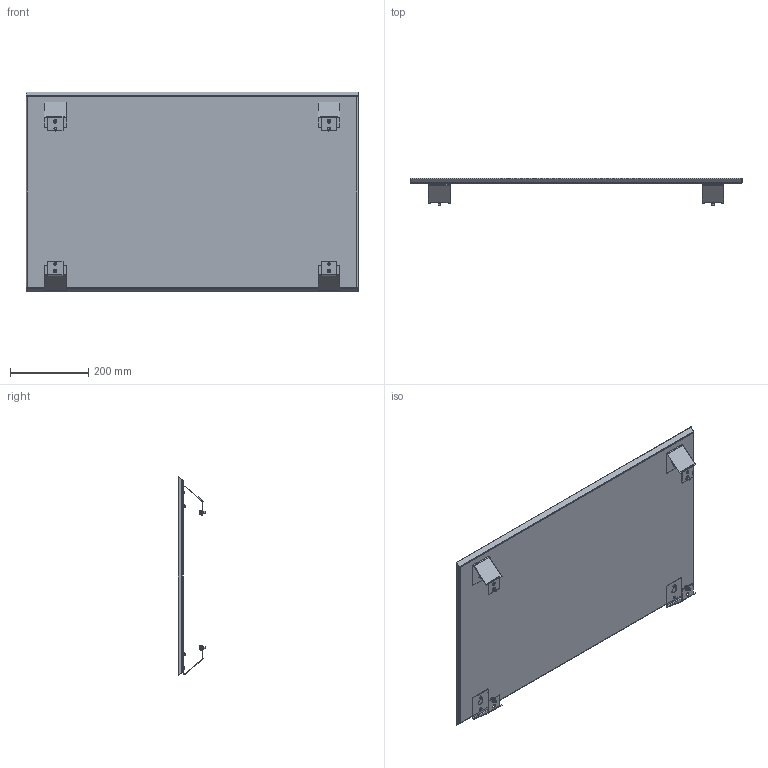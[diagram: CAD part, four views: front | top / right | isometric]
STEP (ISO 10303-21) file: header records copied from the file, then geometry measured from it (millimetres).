
FILE_DESCRIPTION(('STEP AP214'),'1');
FILE_NAME('cctmp_B4F2438D-D25E-46C1-A2C5-6DDD47BF5A96_2024_05_06_11_29_13_0810..stp','2024-05-06T09:29:14',('SIEMENS A&D'),('CADClick - www.CADClick.com'),'Spatial InterOp 3D',' ','unknown authorization');
FILE_SCHEMA(('AUTOMOTIVE_DESIGN'));
Length unit declared in the file: millimetre
Products named in the file (22): cc_unnamed; 2024_05_06_11_29_13_0794; 2024_05_06_11_29_13_0763; 2024_05_06_11_29_13_0701; 2024_05_06_11_29_13_0669; 2024_05_06_11_29_13_0607; 2024_05_06_11_29_13_0544; 2024_05_06_11_29_13_0513; 2024_05_06_11_29_13_0451; 2024_05_06_11_29_13_0419; 2024_05_06_11_29_13_0357; 2024_05_06_11_29_13_0294; 2024_05_06_11_29_13_0263; 2024_05_06_11_29_13_0201; 2024_05_06_11_29_13_0169; 2024_05_06_11_29_13_0106; 2024_05_06_11_29_13_0029; 2024_05_06_11_29_12_0997; 2024_05_06_11_29_12_0935; 2024_05_06_11_29_12_0904; 2024_05_06_11_29_12_0841; 2024_05_06_11_29_12_0779
Assembly tree (21 placements, depth 2):
  cc_unnamed
    2024_05_06_11_29_13_0794
    2024_05_06_11_29_13_0763
    2024_05_06_11_29_13_0701
    2024_05_06_11_29_13_0669
    2024_05_06_11_29_13_0607
    2024_05_06_11_29_13_0544
    2024_05_06_11_29_13_0513
    2024_05_06_11_29_13_0451
    2024_05_06_11_29_13_0419
    2024_05_06_11_29_13_0357
    2024_05_06_11_29_13_0294
    2024_05_06_11_29_13_0263
    2024_05_06_11_29_13_0201
    2024_05_06_11_29_13_0169
    2024_05_06_11_29_13_0106
    2024_05_06_11_29_13_0029
    2024_05_06_11_29_12_0997
    2024_05_06_11_29_12_0935
    2024_05_06_11_29_12_0904
    2024_05_06_11_29_12_0841
    2024_05_06_11_29_12_0779
Bounding box: 849.5 x 69.21 x 509.99 mm (x, y, z)
Volume: 506711.5 mm3; surface area: 979757.8 mm2
Topology: 21 solids, 21 shells, 346 faces, 803 edges, 515 vertices
Faces by surface type: plane 158, cylinder 156, torus 16, cone 16
Entity records: 13484 total; most frequent: DIRECTION 1907, CARTESIAN_POINT 1740, ORIENTED_EDGE 1606, EDGE_CURVE 803, AXIS2_PLACEMENT_3D 740, VERTEX_POINT 515, LINE 427, VECTOR 427
